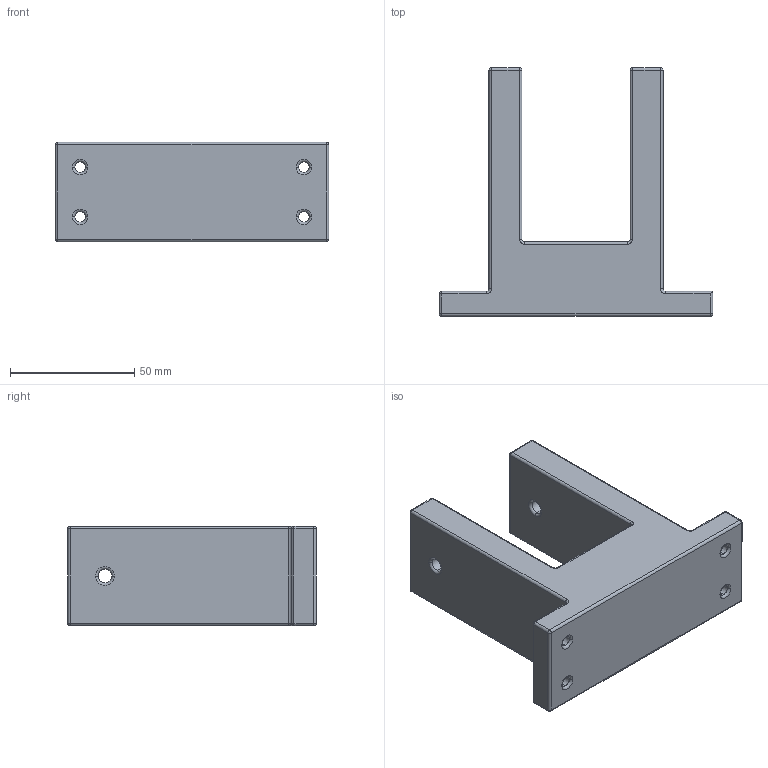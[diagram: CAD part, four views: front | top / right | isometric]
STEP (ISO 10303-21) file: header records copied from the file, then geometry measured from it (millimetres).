
FILE_DESCRIPTION (( 'STEP AP203' ), '1' );
FILE_NAME ('Rail Base_Default_sldprt.STEP', '2021-07-07T02:12:24', ( '' ), ( '' ), 'SwSTEP 2.0', 'SolidWorks 2020', '' );
FILE_SCHEMA (( 'CONFIG_CONTROL_DESIGN' ));
Length unit declared in the file: millimetre
Products named in the file (1): Rail Base_Default_sldprt
Bounding box: 110 x 100 x 40 mm (x, y, z)
Volume: 172175.3 mm3; surface area: 31356.9 mm2
Topology: 1 solids, 1 shells, 111 faces, 263 edges, 144 vertices
Faces by surface type: cylinder 55, torus 24, plane 18, sphere 14
Entity records: 3192 total; most frequent: DIRECTION 627, CARTESIAN_POINT 511, ORIENTED_EDGE 498, AXIS2_PLACEMENT_3D 268, EDGE_CURVE 249, CIRCLE 156, VERTEX_POINT 144, EDGE_LOOP 127
